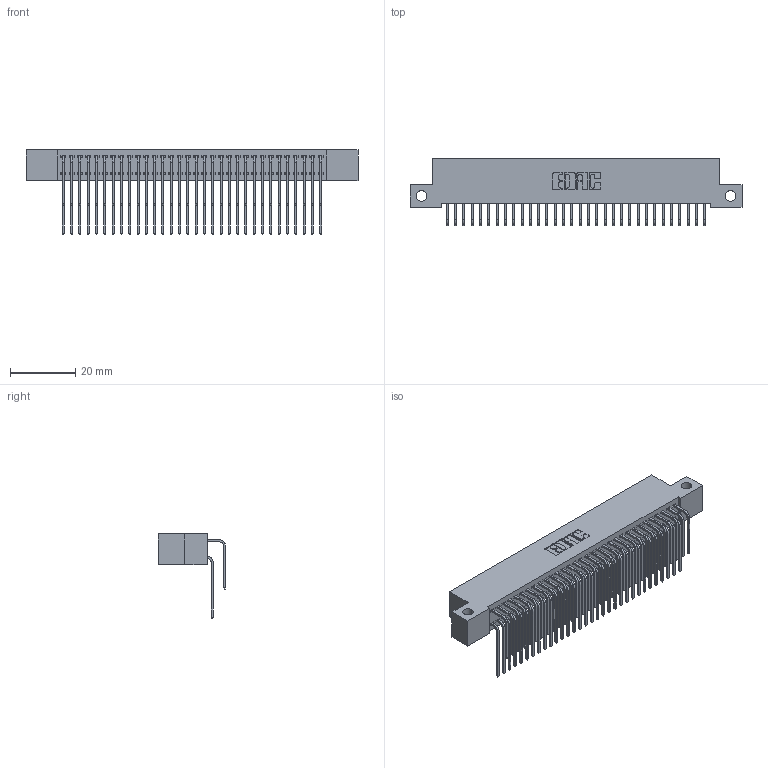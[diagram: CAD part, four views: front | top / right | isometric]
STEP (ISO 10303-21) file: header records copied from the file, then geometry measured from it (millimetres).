
FILE_DESCRIPTION (( 'STEP AP203' ), '1' );
FILE_NAME ('342-064-559-212.STEP', '2018-08-13T07:42:00', ( '' ), ( '' ), 'SwSTEP 2.0', 'SolidWorks 2016', '' );
FILE_SCHEMA (( 'CONFIG_CONTROL_DESIGN' ));
Length unit declared in the file: inch
Products named in the file (4): 342 Part_Side Mount; 345-292-001_558 559 Tail - 1; 345-292-001_559 Tail - 2; 342-064-559-212
Assembly tree (65 placements, depth 2):
  342-064-559-212
    342 Part_Side Mount
    345-292-001_558 559 Tail - 1  x32
    345-292-001_559 Tail - 2  x32
Bounding box: 101.6 x 20.64 x 25.78 mm (x, y, z)
Volume: 9376.7 mm3; surface area: 16526.8 mm2
Topology: 65 solids, 65 shells, 3566 faces, 10603 edges, 6982 vertices
Faces by surface type: plane 2498, cylinder 1068
Entity records: 23535 total; most frequent: CARTESIAN_POINT 3961, ORIENTED_EDGE 3846, DIRECTION 3383, EDGE_CURVE 1923, LINE 1755, VECTOR 1755, VERTEX_POINT 1278, AXIS2_PLACEMENT_3D 814
